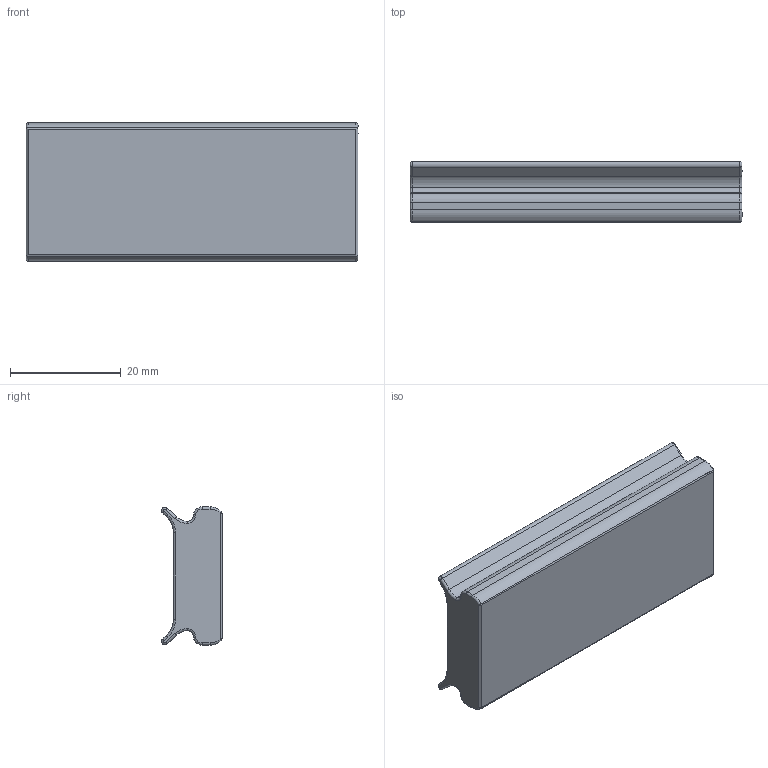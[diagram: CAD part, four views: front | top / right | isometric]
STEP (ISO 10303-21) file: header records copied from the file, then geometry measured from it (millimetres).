
FILE_DESCRIPTION(/* description */ (''),/* implementation_level */ '2;1');
FILE_NAME(/* name */ '60x25mm-Cable-Channel-top.stp',/* time_stamp */ '2023-06-26T16:02:01+03:00',/* author */ ('v_b'),/* organization */ (''),/* preprocessor_version */ 'ST-DEVELOPER v19.2',/* originating_system */ 'Autodesk Inventor 2023',/* authorisation */ '');
FILE_SCHEMA (('AUTOMOTIVE_DESIGN { 1 0 10303 214 3 1 1 }'));
Length unit declared in the file: millimetre
Products named in the file (1): 25x40mm-Cable-Channel-top_60mm
Bounding box: 60 x 11 x 25 mm (x, y, z)
Volume: 5332.2 mm3; surface area: 6691.6 mm2
Topology: 1 solids, 1 shells, 300 faces, 706 edges, 376 vertices
Faces by surface type: cylinder 136, bspline 60, plane 56, torus 44, sphere 4
Entity records: 10646 total; most frequent: CARTESIAN_POINT 4051, DIRECTION 1452, ORIENTED_EDGE 1348, EDGE_CURVE 674, AXIS2_PLACEMENT_3D 581, VERTEX_POINT 376, FACE_OUTER_BOUND 300, EDGE_LOOP 300
